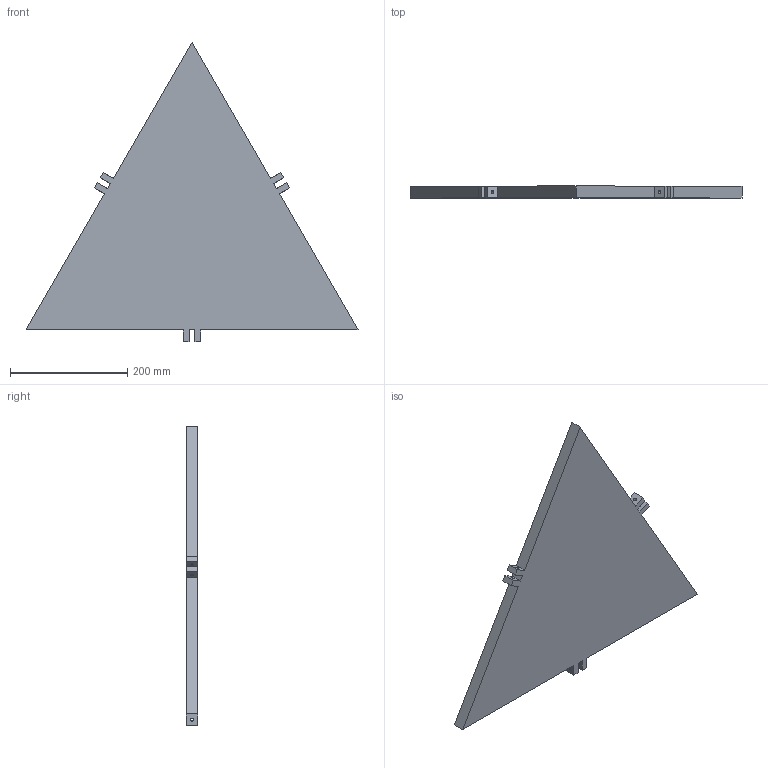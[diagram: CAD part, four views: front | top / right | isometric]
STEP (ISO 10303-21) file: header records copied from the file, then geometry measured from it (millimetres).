
FILE_DESCRIPTION (( 'STEP AP203' ), '1' );
FILE_NAME ('Base_triangulo_cima_Default_sldprt.STEP', '2025-04-02T17:40:54', ( '' ), ( '' ), 'SwSTEP 2.0', 'SolidWorks 2024', '' );
FILE_SCHEMA (( 'CONFIG_CONTROL_DESIGN' ));
Length unit declared in the file: millimetre
Products named in the file (1): Base_triangulo_cima_Default_sldprt
Bounding box: 567 x 20 x 511.04 mm (x, y, z)
Volume: 2806998.3 mm3; surface area: 320344.5 mm2
Topology: 1 solids, 1 shells, 41 faces, 117 edges, 78 vertices
Faces by surface type: plane 29, cylinder 12
Entity records: 1436 total; most frequent: CARTESIAN_POINT 237, ORIENTED_EDGE 234, DIRECTION 225, EDGE_CURVE 117, VECTOR 93, LINE 93, VERTEX_POINT 78, AXIS2_PLACEMENT_3D 66
